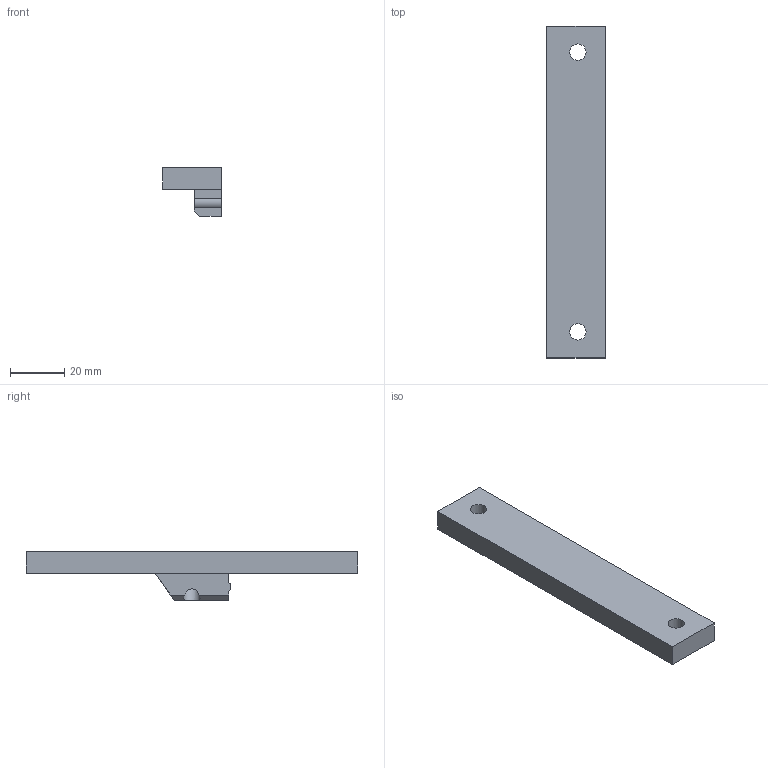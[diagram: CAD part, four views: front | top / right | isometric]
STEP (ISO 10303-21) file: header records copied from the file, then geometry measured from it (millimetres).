
FILE_DESCRIPTION(('FreeCAD Model'),'2;1');
FILE_NAME('Open CASCADE Shape Model','2025-01-07T15:48:11',(''),(''), 'Open CASCADE STEP processor 7.6','FreeCAD','Unknown');
FILE_SCHEMA(('AUTOMOTIVE_DESIGN { 1 0 10303 214 1 1 1 1 }'));
Length unit declared in the file: millimetre
Products named in the file (1): Slice001.3
Bounding box: 21.6 x 122 x 18 mm (x, y, z)
Volume: 22603.4 mm3; surface area: 8512.2 mm2
Topology: 1 solids, 1 shells, 20 faces, 57 edges, 37 vertices
Faces by surface type: plane 16, cylinder 4
Full cylindrical faces by diameter (mm): 6 x3
Entity records: 1515 total; most frequent: CARTESIAN_POINT 343, DIRECTION 216, LINE 139, VECTOR 139, ORIENTED_EDGE 114, PCURVE 114, DEFINITIONAL_REPRESENTATION 114, EDGE_CURVE 57
